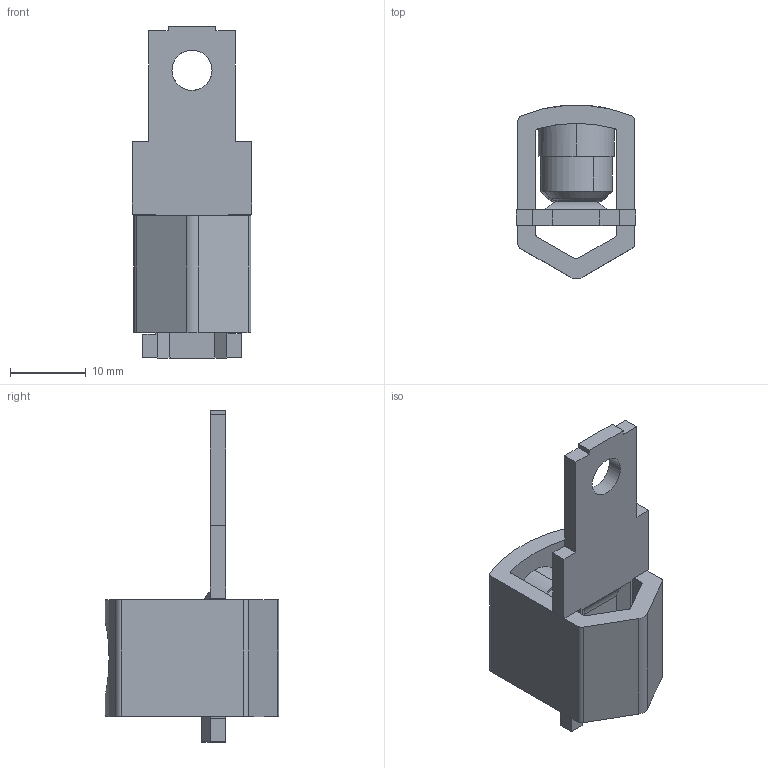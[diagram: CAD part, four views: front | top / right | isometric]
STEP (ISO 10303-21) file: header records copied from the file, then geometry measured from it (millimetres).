
FILE_DESCRIPTION(('CATIA V5 STEP Exchange'),'2;1');
FILE_NAME('SSRAL1.stp','2022-12-19T12:53:11+00:00',('none'),('none'),'CATIA Version 5-6 Release 2018','CATIA V5 STEP AP203','none');
FILE_SCHEMA(('CONFIG_CONTROL_DESIGN'));
Length unit declared in the file: millimetre
Products named in the file (1): SSRAL1
Bounding box: 15.88 x 23.02 x 43.97 mm (x, y, z)
Volume: 3940.7 mm3; surface area: 3726.1 mm2
Topology: 1 solids, 1 shells, 78 faces, 221 edges, 147 vertices
Faces by surface type: plane 45, cylinder 22, cone 9, torus 2
Entity records: 2705 total; most frequent: CARTESIAN_POINT 739, ORIENTED_EDGE 442, DIRECTION 321, EDGE_CURVE 221, VERTEX_POINT 147, VECTOR 140, LINE 140, AXIS2_PLACEMENT_3D 117
